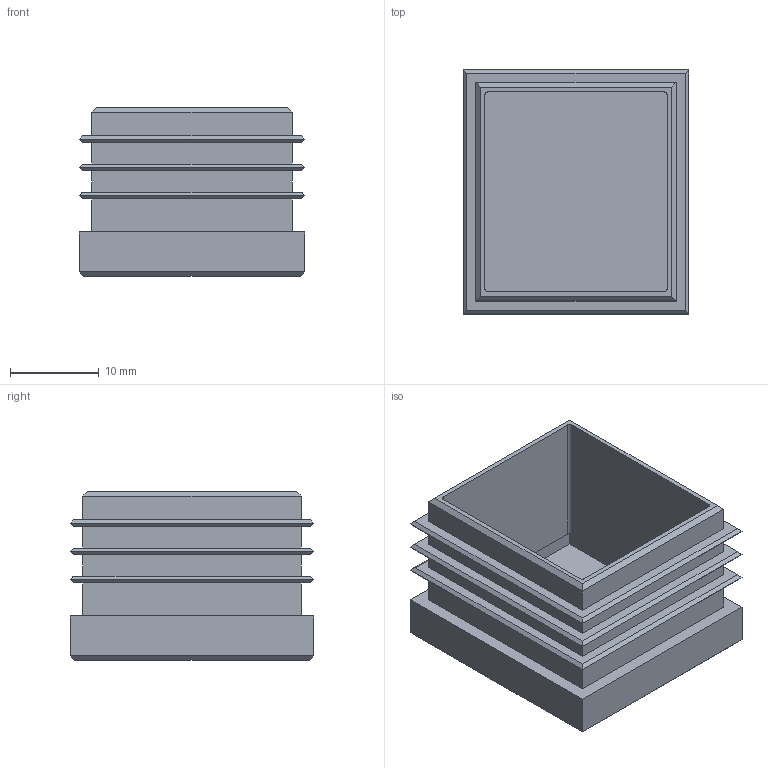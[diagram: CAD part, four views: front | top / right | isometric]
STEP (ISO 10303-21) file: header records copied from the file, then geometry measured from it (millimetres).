
FILE_DESCRIPTION(('STEP AP214'),'1');
FILE_NAME('100-329.stp','2014-07-06T20:44:41',(' '),(' '),'Spatial InterOp 3D',' ',' ');
FILE_SCHEMA(('automotive_design'));
Length unit declared in the file: metre
Products named in the file (1): 1
Bounding box: 25.4 x 27.43 x 19 mm (x, y, z)
Volume: 2793.4 mm3; surface area: 5758.9 mm2
Topology: 1 solids, 1 shells, 76 faces, 175 edges, 110 vertices
Faces by surface type: plane 71, cylinder 5
Entity records: 2714 total; most frequent: CARTESIAN_POINT 362, ORIENTED_EDGE 350, DIRECTION 339, EDGE_CURVE 175, LINE 165, VECTOR 165, VERTEX_POINT 110, AXIS2_PLACEMENT_3D 87
